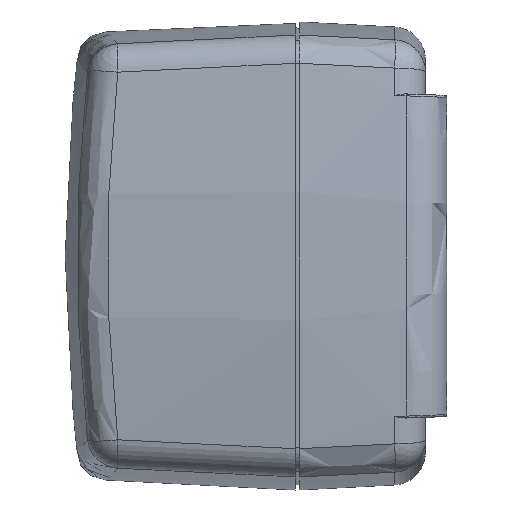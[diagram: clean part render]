
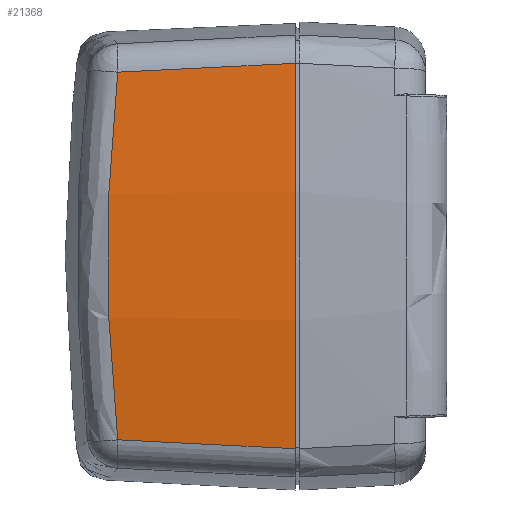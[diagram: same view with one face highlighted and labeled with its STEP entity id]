
A CAD part, left-side view. The second image highlights one B-rep face of the part: STEP entity #21368.
In plain terms, the highlighted conical face has half-angle 3 degrees and reference radius 148.146 mm.
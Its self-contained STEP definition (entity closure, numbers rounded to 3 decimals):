
#18946=CARTESIAN_POINT('',(111.6,-0.05,0.));
#18947=DIRECTION('',(0.,-1.,0.));
#18948=DIRECTION('',(-0.993,0.,0.121));
#18949=AXIS2_PLACEMENT_3D('',#18946,#18947,#18948);
#18990=CARTESIAN_POINT('',(-35.919,-0.05,
17.911));
#18991=CARTESIAN_POINT('',(-35.834,1.782,
17.819));
#18992=CARTESIAN_POINT('',(-35.662,5.446,
17.63));
#18993=CARTESIAN_POINT('',(-35.403,10.944,
17.367));
#18994=CARTESIAN_POINT('',(-35.233,14.609,
17.178));
#18995=CARTESIAN_POINT('',(-35.147,16.442,
17.086));
#18997=CARTESIAN_POINT('',(-35.147,16.442,
-17.086));
#18998=CARTESIAN_POINT('',(-35.233,14.609,
-17.178));
#18999=CARTESIAN_POINT('',(-35.404,10.944,
-17.367));
#19000=CARTESIAN_POINT('',(-35.663,5.446,
-17.63));
#19001=CARTESIAN_POINT('',(-35.834,1.782,
-17.819));
#19002=CARTESIAN_POINT('',(-35.919,-0.05,
-17.911));
#19004=CARTESIAN_POINT('',(-35.147,16.442,
17.086));
#19005=CARTESIAN_POINT('',(-35.622,16.913,
12.795));
#19006=CARTESIAN_POINT('',(-36.406,17.687,
1.392));
#19007=CARTESIAN_POINT('',(-35.922,17.212,
-10.078));
#19008=CARTESIAN_POINT('',(-35.147,16.442,
-17.086));
#19505=VERTEX_POINT('',#18990);
#19506=VERTEX_POINT('',#18995);
#19554=CARTESIAN_POINT('',(-35.919,-0.05,
-17.911));
#19555=VERTEX_POINT('',#19554);
#19589=VERTEX_POINT('',#18997);
#21355=CARTESIAN_POINT('',(111.6,8.662,0.));
#21356=DIRECTION('',(0.,-1.,0.));
#21357=DIRECTION('',(0.,0.,-1.));
#21358=AXIS2_PLACEMENT_3D('',#21355,#21356,#21357);
#21359=CONICAL_SURFACE('',#21358,148.146,3.);
#21360=ORIENTED_EDGE('',*,*,#21346,.F.);
#21361=ORIENTED_EDGE('',*,*,#21315,.T.);
#21363=ORIENTED_EDGE('',*,*,#21362,.F.);
#21365=ORIENTED_EDGE('',*,*,#21364,.F.);
#21366=EDGE_LOOP('',(#21360,#21361,#21363,#21365));
#21367=FACE_OUTER_BOUND('',#21366,.F.);
#21368=ADVANCED_FACE('',(#21367),#21359,.T.);
#18950=CIRCLE('',#18949,148.603);
#18996=B_SPLINE_CURVE_WITH_KNOTS('',3,(#18990,#18991,#18992,#18993,#18994,
#18995),.UNSPECIFIED.,.F.,.F.,(4,1,1,4),(0.,0.333,
0.667,1.),.UNSPECIFIED.);
#19003=B_SPLINE_CURVE_WITH_KNOTS('',3,(#18997,#18998,#18999,#19000,#19001,
#19002),.UNSPECIFIED.,.F.,.F.,(4,1,1,4),(0.,0.333,
0.667,1.),.UNSPECIFIED.);
#19009=B_SPLINE_CURVE_WITH_KNOTS('',3,(#19004,#19005,#19006,#19007,#19008),
.UNSPECIFIED.,.F.,.F.,(4,1,4),(0.,0.38,1.),.UNSPECIFIED.);
#21315=EDGE_CURVE('',#19505,#19555,#18950,.T.);
#21346=EDGE_CURVE('',#19505,#19506,#18996,.T.);
#21362=EDGE_CURVE('',#19589,#19555,#19003,.T.);
#21364=EDGE_CURVE('',#19506,#19589,#19009,.T.);
